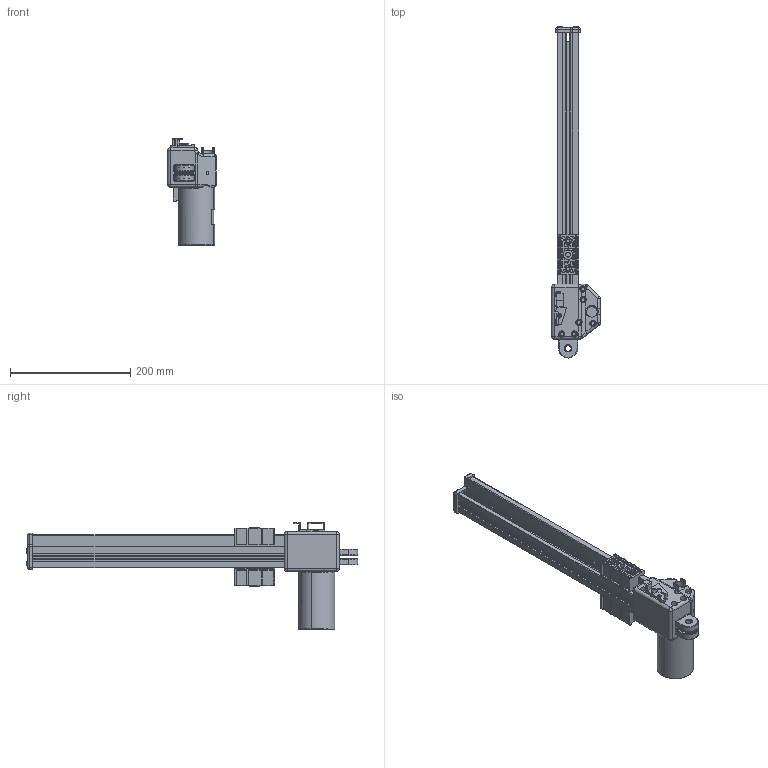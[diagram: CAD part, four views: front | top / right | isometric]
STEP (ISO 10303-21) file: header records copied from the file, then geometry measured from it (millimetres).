
FILE_DESCRIPTION (( 'STEP AP203' ), '1' );
FILE_NAME ('Betadrive ECO.STEP', '2016-03-04T07:17:07', ( 'admin' ), ( 'Hewlett-Packard Company' ), 'SwSTEP 2.0', 'SolidWorks 2014', '' );
FILE_SCHEMA (( 'CONFIG_CONTROL_DESIGN' ));
Length unit declared in the file: millimetre
Products named in the file (1): Betadrive ECO
Bounding box: 81 x 551.6 x 176.9 mm (x, y, z)
Volume: 1068648.1 mm3; surface area: 316980.1 mm2
Topology: 2 solids, 2 shells, 939 faces, 2408 edges, 1540 vertices
Faces by surface type: plane 553, cylinder 300, bspline 84, cone 2
Entity records: 30943 total; most frequent: CARTESIAN_POINT 8153, ORIENTED_EDGE 4778, DIRECTION 4675, EDGE_CURVE 2389, LINE 1583, VECTOR 1583, AXIS2_PLACEMENT_3D 1546, VERTEX_POINT 1540
